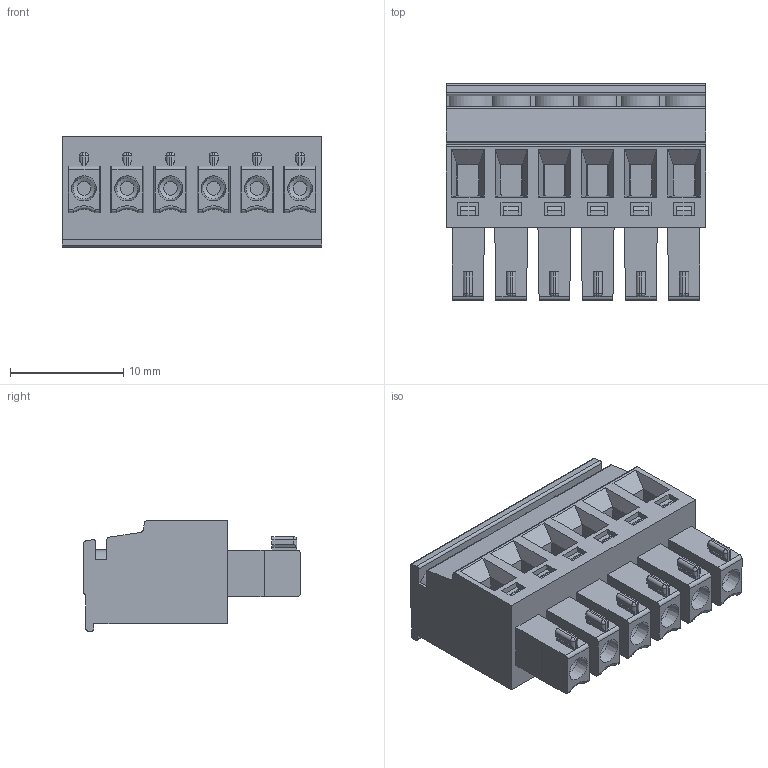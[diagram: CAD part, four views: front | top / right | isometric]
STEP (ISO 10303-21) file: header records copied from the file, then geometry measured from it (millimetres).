
FILE_DESCRIPTION(('STEP AP214'),'1');
FILE_NAME('SV06-3,81-F.stp','2016-09-29T08:16:38',(' '),(' '),'Spatial InterOp 3D',' ',' ');
FILE_SCHEMA(('automotive_design'));
Length unit declared in the file: metre
Products named in the file (1): 1
Bounding box: 22.86 x 19.1 x 9.75 mm (x, y, z)
Volume: 2551.7 mm3; surface area: 2424.7 mm2
Topology: 1 solids, 1 shells, 433 faces, 1083 edges, 694 vertices
Faces by surface type: plane 287, cylinder 116, sphere 12, cone 12, torus 6
Full cylindrical faces by diameter (mm): 1.2 x6, 3 x6
Entity records: 16161 total; most frequent: CARTESIAN_POINT 2392, ORIENTED_EDGE 2094, DIRECTION 2081, EDGE_CURVE 1047, LINE 785, VECTOR 785, VERTEX_POINT 694, AXIS2_PLACEMENT_3D 648
